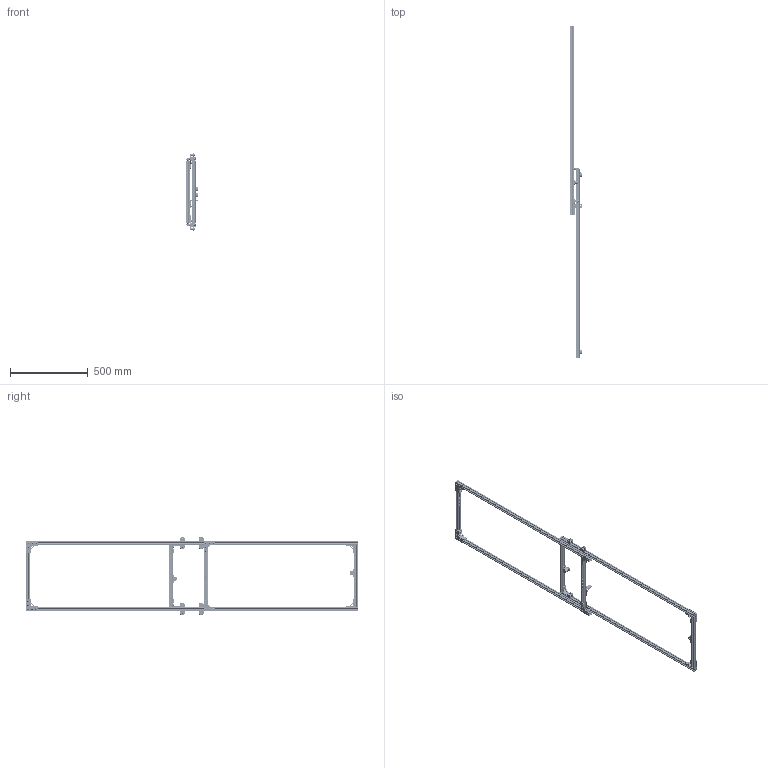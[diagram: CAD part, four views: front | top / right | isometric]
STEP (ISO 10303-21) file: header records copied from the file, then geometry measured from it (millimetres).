
FILE_DESCRIPTION (( 'STEP AP203' ), '1' );
FILE_NAME ('Basic Lift Kit.STEP', '2018-01-10T15:41:43', ( '' ), ( '' ), 'SwSTEP 2.0', 'SolidWorks 2017', '' );
FILE_SCHEMA (( 'CONFIG_CONTROL_DESIGN' ));
Length unit declared in the file: millimetre
Products named in the file (34): REV-21-1002 Preloaded Assembly; REV-21-1030; REV-21-1203; 2nd Stage Assembly; REV-21-1031 Preloaded Assembly; 10-32 0.5 inch Long; REV-29-1014; Steel Split Lock Washer  0.375 inch Size; #10-32 0.5 Inch Flat-head Socket Cap Screw; socket button head cap screw_ai_SBHCSCREW 0.25-20x1.125-HX-N; Lower 2nd Stage Assembly; 10-32 0.5 inch Long countersunk flat head with Nut Assembly; REV-21-1202-2; Lift verticals A; REV-21-1000 Cross member; 93985A309_TYPE 416 SS TIGHT-TOLERANCE SHOULDER SCREW_93985A309; REV-21-1000; Basic Lift Kit; REV-21-1029; REV-21-1203 Preload 2 Screws Assembly; REV-21-1002; Lower 1st Stage Assembly; 10-32 Slim Nylock Nut; REV-21-1203 Preload Assembly; 10-32 0.375 inch Long with Nut Assembly; Lift verticals B; 10-32 0.375 inch Long; Upper 2nd Stage Assembly; REV-21-1032; Bearing block; 10-32 0.5 inch Long with Nut Assembly; Extra nuts; REV-21-1031; 1st Stage Assembly
Assembly tree (92 placements, depth 6):
  Basic Lift Kit
    1st Stage Assembly
      Lower 1st Stage Assembly
        REV-21-1000 Cross member
        REV-21-1002 Preloaded Assembly  x2
          REV-21-1002
          10-32 0.375 inch Long with Nut Assembly
            10-32 0.375 inch Long
            10-32 Slim Nylock Nut
        REV-21-1031 Preloaded Assembly
          REV-21-1031
          93985A309_TYPE 416 SS TIGHT-TOLERANCE SHOULDER SCREW_93985A309
          REV-29-1014
          Steel Split Lock Washer  0.375 inch Size  x2
          10-32 0.5 inch Long with Nut Assembly  x2
            10-32 0.5 inch Long
            10-32 Slim Nylock Nut
        REV-21-1203 Preload Assembly  x2
          REV-21-1203
          10-32 0.5 inch Long with Nut Assembly
            10-32 0.5 inch Long
            10-32 Slim Nylock Nut
        10-32 Slim Nylock Nut  x8
        Extra nuts
          10-32 Slim Nylock Nut  x6
      REV-21-1000  x2
    2nd Stage Assembly
      Lower 2nd Stage Assembly
        REV-21-1000 Cross member
        REV-21-1002 Preloaded Assembly  x4
          REV-21-1002
          10-32 0.375 inch Long with Nut Assembly
            10-32 0.375 inch Long
            10-32 Slim Nylock Nut
        REV-21-1203 Preload 2 Screws Assembly
          REV-21-1203
          10-32 0.5 inch Long with Nut Assembly  x2
            10-32 0.5 inch Long
            10-32 Slim Nylock Nut
        Extra nuts  x2
          10-32 Slim Nylock Nut
      Lift verticals A
        REV-21-1000
        Bearing block  x2
          REV-21-1032
          REV-21-1029
          REV-21-1030
          REV-29-1014
          socket button head cap screw_ai_SBHCSCREW 0.25-20x1.125-HX-N
          10-32 0.5 inch Long countersunk flat head with Nut Assembly
            #10-32 0.5 Inch Flat-head Socket Cap Screw
            10-32 Slim Nylock Nut
      Lift verticals B
        REV-21-1000
        Bearing block  x2
          REV-21-1032
          REV-21-1029
          REV-21-1030
          REV-29-1014
          socket button head cap screw_ai_SBHCSCREW 0.25-20x1.125-HX-N
Bounding box: 83.17 x 2136.81 x 507.77 mm (x, y, z)
Volume: 2008893.6 mm3; surface area: 1856902.5 mm2
Topology: 295 solids, 295 shells, 8321 faces, 19874 edges, 12315 vertices
Faces by surface type: plane 3474, cone 2154, cylinder 2143, torus 480, bspline 54, sphere 16
Entity records: 36954 total; most frequent: CARTESIAN_POINT 8076, DIRECTION 5140, ORIENTED_EDGE 4946, EDGE_CURVE 2473, AXIS2_PLACEMENT_3D 1876, VERTEX_POINT 1599, LINE 1388, VECTOR 1388
